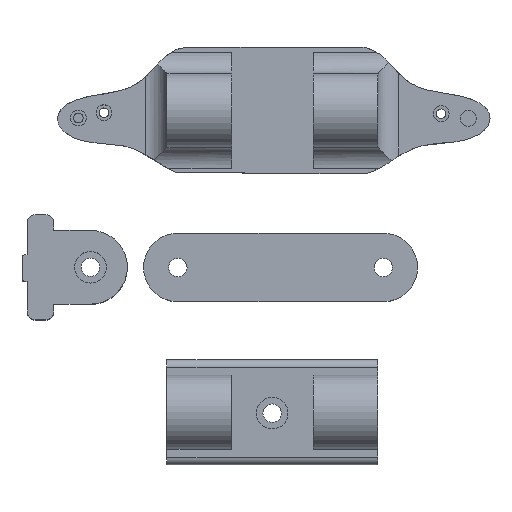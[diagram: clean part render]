
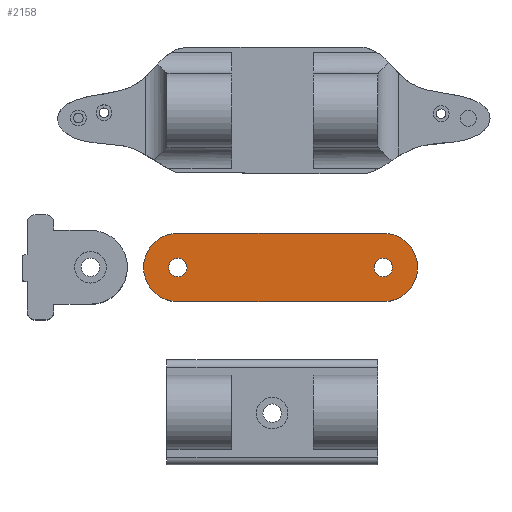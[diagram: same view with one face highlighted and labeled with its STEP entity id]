
A CAD part, top view. The second image highlights one B-rep face of the part: STEP entity #2158.
In plain terms, the highlighted planar face has unit normal (0, 0, 1).
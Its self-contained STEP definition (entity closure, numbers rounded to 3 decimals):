
#58=FACE_BOUND('',#342,.T.);
#59=FACE_BOUND('',#343,.T.);
#112=PLANE('',#2334);
#205=FACE_OUTER_BOUND('',#341,.T.);
#341=EDGE_LOOP('',(#1676,#1677,#1678,#1679));
#342=EDGE_LOOP('',(#1680));
#343=EDGE_LOOP('',(#1681));
#527=LINE('',#3332,#731);
#529=LINE('',#3339,#733);
#731=VECTOR('',#2700,10.);
#733=VECTOR('',#2708,10.);
#882=CIRCLE('',#2322,1.75);
#884=CIRCLE('',#2325,1.75);
#887=CIRCLE('',#2329,6.5);
#889=CIRCLE('',#2335,6.5);
#1006=VERTEX_POINT('',#3307);
#1008=VERTEX_POINT('',#3313);
#1012=VERTEX_POINT('',#3322);
#1013=VERTEX_POINT('',#3324);
#1015=VERTEX_POINT('',#3330);
#1017=VERTEX_POINT('',#3338);
#1243=EDGE_CURVE('',#1006,#1006,#882,.T.);
#1246=EDGE_CURVE('',#1008,#1008,#884,.T.);
#1251=EDGE_CURVE('',#1013,#1012,#887,.T.);
#1255=EDGE_CURVE('',#1015,#1012,#527,.T.);
#1258=EDGE_CURVE('',#1017,#1013,#529,.T.);
#1260=EDGE_CURVE('',#1015,#1017,#889,.T.);
#1676=ORIENTED_EDGE('',*,*,#1251,.T.);
#1677=ORIENTED_EDGE('',*,*,#1255,.F.);
#1678=ORIENTED_EDGE('',*,*,#1260,.T.);
#1679=ORIENTED_EDGE('',*,*,#1258,.T.);
#1680=ORIENTED_EDGE('',*,*,#1243,.T.);
#1681=ORIENTED_EDGE('',*,*,#1246,.T.);
#2158=ADVANCED_FACE('',(#205,#58,#59),#112,.T.);
#2322=AXIS2_PLACEMENT_3D('',#3308,#2676,#2677);
#2325=AXIS2_PLACEMENT_3D('',#3314,#2683,#2684);
#2329=AXIS2_PLACEMENT_3D('',#3325,#2693,#2694);
#2334=AXIS2_PLACEMENT_3D('',#3341,#2710,#2711);
#2335=AXIS2_PLACEMENT_3D('',#3342,#2712,#2713);
#2676=DIRECTION('center_axis',(0.,0.,-1.));
#2677=DIRECTION('ref_axis',(-1.,0.,0.));
#2683=DIRECTION('center_axis',(0.,0.,-1.));
#2684=DIRECTION('ref_axis',(-1.,0.,0.));
#2693=DIRECTION('center_axis',(0.,0.,1.));
#2694=DIRECTION('ref_axis',(0.,-1.,0.));
#2700=DIRECTION('',(1.,0.,0.));
#2708=DIRECTION('',(1.,0.,0.));
#2710=DIRECTION('center_axis',(0.,0.,1.));
#2711=DIRECTION('ref_axis',(1.,0.,0.));
#2712=DIRECTION('center_axis',(0.,0.,1.));
#2713=DIRECTION('ref_axis',(1.,0.,0.));
#3307=CARTESIAN_POINT('',(69.321,15.,8.5));
#3308=CARTESIAN_POINT('Origin',(67.571,15.,8.5));
#3313=CARTESIAN_POINT('',(30.321,15.,8.5));
#3314=CARTESIAN_POINT('Origin',(28.571,15.,8.5));
#3322=CARTESIAN_POINT('',(67.571,21.5,8.5));
#3324=CARTESIAN_POINT('',(67.571,8.5,8.5));
#3325=CARTESIAN_POINT('Origin',(67.571,15.,8.5));
#3330=CARTESIAN_POINT('',(28.571,21.5,8.5));
#3332=CARTESIAN_POINT('',(61.071,21.5,8.5));
#3338=CARTESIAN_POINT('',(28.571,8.5,8.5));
#3339=CARTESIAN_POINT('',(28.571,8.5,8.5));
#3341=CARTESIAN_POINT('Origin',(29.071,15.,8.5));
#3342=CARTESIAN_POINT('Origin',(28.571,15.,8.5));
